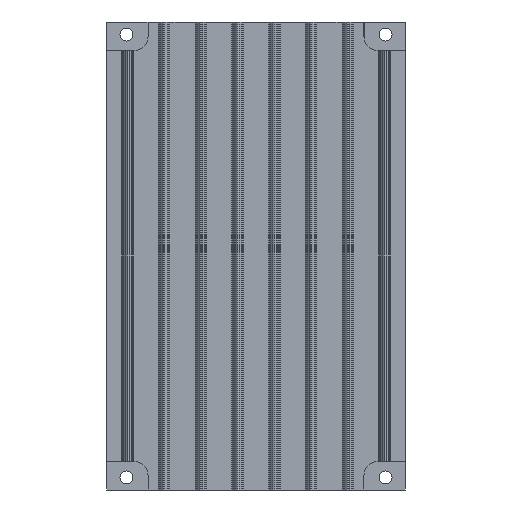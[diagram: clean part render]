
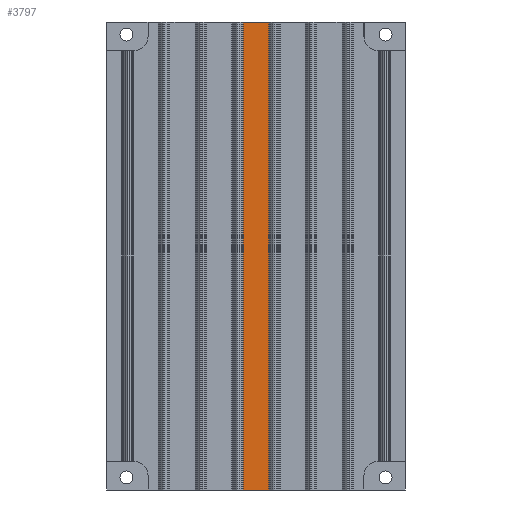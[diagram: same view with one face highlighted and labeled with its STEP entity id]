
A CAD part, front view. The second image highlights one B-rep face of the part: STEP entity #3797.
In plain terms, the highlighted planar face has unit normal (0, -1, 0).
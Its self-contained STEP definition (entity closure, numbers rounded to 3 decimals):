
#3797=ADVANCED_FACE('',(#12583),#12585,.T.);
#12583=FACE_BOUND('',#12584,.T.);
#12584=EDGE_LOOP('',(#20903,#20904,#20905,#20906));
#12585=PLANE('',#12586);
#12586=AXIS2_PLACEMENT_3D('',#12587,#12588,#12589);
#12587=CARTESIAN_POINT('',(-122.3,-7.,0.));
#12588=DIRECTION('',(0.,-1.,0.));
#12589=DIRECTION('',(1.,0.,0.));
#20903=ORIENTED_EDGE('',*,*,#24726,.T.);
#20904=ORIENTED_EDGE('',*,*,#26049,.F.);
#20905=ORIENTED_EDGE('',*,*,#23939,.T.);
#20906=ORIENTED_EDGE('',*,*,#26048,.F.);
#23939=EDGE_CURVE('',#27553,#27551,#27554,.T.);
#24726=EDGE_CURVE('',#29124,#29122,#29125,.F.);
#26048=EDGE_CURVE('',#29124,#27551,#31364,.T.);
#26049=EDGE_CURVE('',#27553,#29122,#31365,.T.);
#27551=VERTEX_POINT('',#33743);
#27553=VERTEX_POINT('',#33747);
#27554=LINE('',#33748,#33749);
#29122=VERTEX_POINT('',#36900);
#29124=VERTEX_POINT('',#36904);
#29125=LINE('',#36905,#36906);
#31364=LINE('',#41806,#41807);
#31365=LINE('',#41809,#41810);
#33743=CARTESIAN_POINT('',(-43.7,-7.,0.));
#33747=CARTESIAN_POINT('',(-50.7,-7.,0.));
#33748=CARTESIAN_POINT('',(-50.7,-7.,0.));
#33749=VECTOR('',#33750,1.);
#33750=DIRECTION('',(1.,0.,0.));
#36900=CARTESIAN_POINT('',(-50.7,-7.,130.));
#36904=CARTESIAN_POINT('',(-43.7,-7.,130.));
#36905=CARTESIAN_POINT('',(-50.7,-7.,130.));
#36906=VECTOR('',#36907,1.);
#36907=DIRECTION('',(1.,0.,0.));
#41806=CARTESIAN_POINT('',(-43.7,-7.,130.));
#41807=VECTOR('',#41808,1.);
#41808=DIRECTION('',(0.,0.,-1.));
#41809=CARTESIAN_POINT('',(-50.7,-7.,0.));
#41810=VECTOR('',#41811,1.);
#41811=DIRECTION('',(0.,0.,1.));
